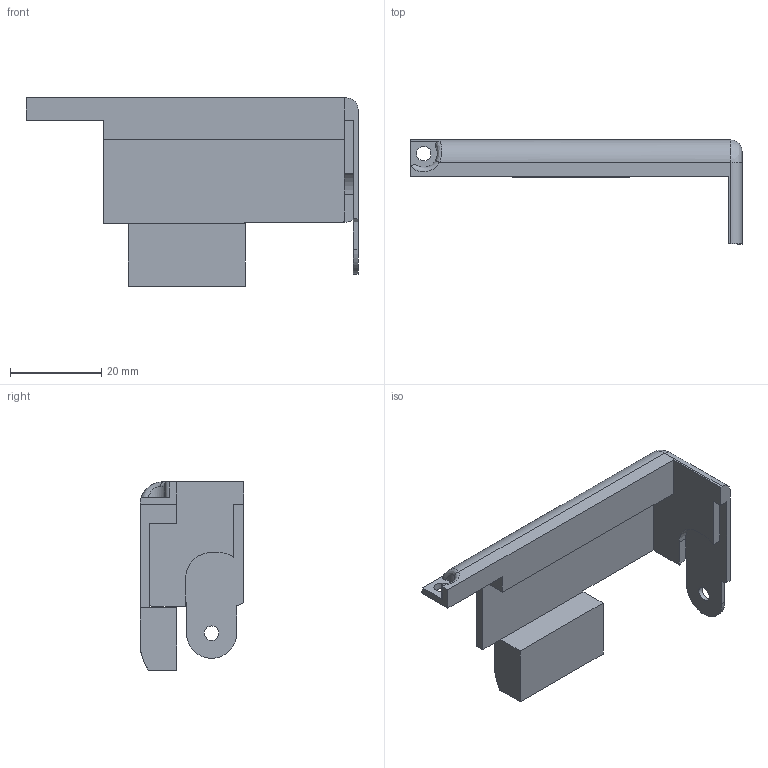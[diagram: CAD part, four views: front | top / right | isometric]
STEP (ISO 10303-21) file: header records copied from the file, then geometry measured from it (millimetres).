
FILE_DESCRIPTION(/* description */ (''),/* implementation_level */ '2;1');
FILE_NAME(/* name */ 'hand_finger_cover_base.stp',/* time_stamp */ '2025-05-20T18:21:00+09:00',/* author */ ('hibik'),/* organization */ (''),/* preprocessor_version */ 'ST-DEVELOPER v20',/* originating_system */ 'Autodesk Inventor 2024',/* authorisation */ '');
FILE_SCHEMA (('AUTOMOTIVE_DESIGN { 1 0 10303 214 3 1 1 }'));
Length unit declared in the file: millimetre
Products named in the file (1): hand_finger_cover_base
Bounding box: 72.8 x 22.8 x 41.3 mm (x, y, z)
Volume: 10316.2 mm3; surface area: 6927.1 mm2
Topology: 1 solids, 1 shells, 46 faces, 125 edges, 80 vertices
Faces by surface type: plane 27, cylinder 14, bspline 4, torus 1
Full cylindrical faces by diameter (mm): 3.2 x2
Entity records: 1611 total; most frequent: CARTESIAN_POINT 385, ORIENTED_EDGE 248, DIRECTION 242, EDGE_CURVE 124, LINE 82, VECTOR 82, VERTEX_POINT 80, AXIS2_PLACEMENT_3D 80
